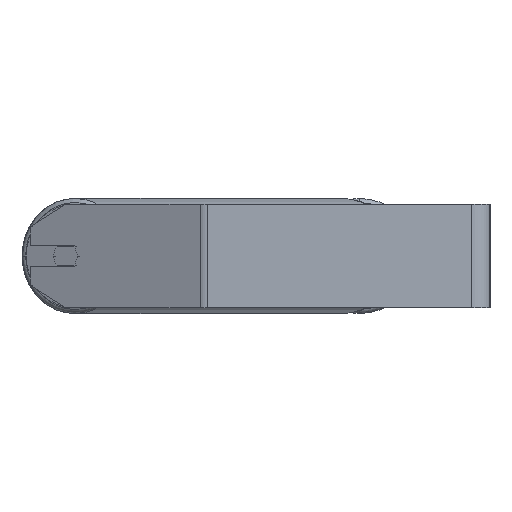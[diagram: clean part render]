
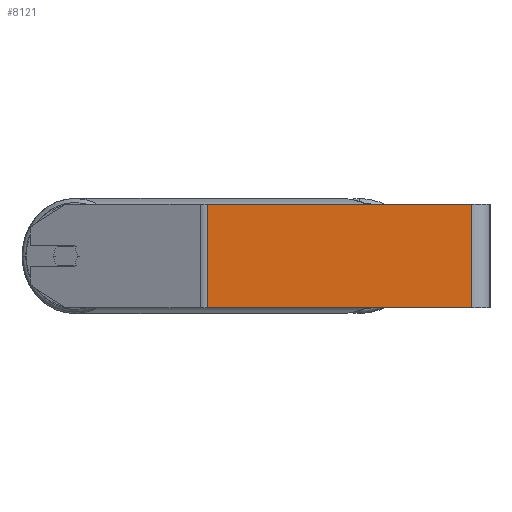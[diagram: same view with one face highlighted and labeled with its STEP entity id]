
A CAD part, left-side view. The second image highlights one B-rep face of the part: STEP entity #8121.
In plain terms, the highlighted planar face has unit normal (-1, 0, 0).
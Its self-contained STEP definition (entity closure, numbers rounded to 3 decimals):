
#100 = CARTESIAN_POINT ( 'NONE',  ( -800., 218.084, 40. ) ) ;
#375 = DIRECTION ( 'NONE',  ( 0., 0., -1. ) ) ;
#481 = ORIENTED_EDGE ( 'NONE', *, *, #3149, .F. ) ;
#753 = CARTESIAN_POINT ( 'NONE',  ( -800., 221.188, -40. ) ) ;
#1423 = LINE ( 'NONE', #753, #4781 ) ;
#1558 = LINE ( 'NONE', #6427, #8243 ) ;
#1618 = ORIENTED_EDGE ( 'NONE', *, *, #1688, .T. ) ;
#1657 = VERTEX_POINT ( 'NONE', #100 ) ;
#1688 = EDGE_CURVE ( 'NONE', #6538, #7129, #1423, .T. ) ;
#1825 = LINE ( 'NONE', #3125, #3240 ) ;
#1989 = DIRECTION ( 'NONE',  ( 0., -1., 0. ) ) ;
#2527 = CARTESIAN_POINT ( 'NONE',  ( -800., 14., 40. ) ) ;
#2696 = LINE ( 'NONE', #6807, #6292 ) ;
#2758 = ORIENTED_EDGE ( 'NONE', *, *, #6524, .T. ) ;
#3125 = CARTESIAN_POINT ( 'NONE',  ( -800., 14., 40. ) ) ;
#3149 = EDGE_CURVE ( 'NONE', #3501, #7129, #1825, .T. ) ;
#3187 = AXIS2_PLACEMENT_3D ( 'NONE', #3722, #7086, #6416 ) ;
#3240 = VECTOR ( 'NONE', #375, 1000. ) ;
#3501 = VERTEX_POINT ( 'NONE', #2527 ) ;
#3599 = CARTESIAN_POINT ( 'NONE',  ( -800., 218.084, -40. ) ) ;
#3722 = CARTESIAN_POINT ( 'NONE',  ( -800., 221.188, 40. ) ) ;
#4067 = CARTESIAN_POINT ( 'NONE',  ( -800., 14., -40. ) ) ;
#4781 = VECTOR ( 'NONE', #1989, 1000. ) ;
#5055 = PLANE ( 'NONE',  #3187 ) ;
#5630 = FACE_OUTER_BOUND ( 'NONE', #6529, .T. ) ;
#6292 = VECTOR ( 'NONE', #8760, 1000. ) ;
#6340 = DIRECTION ( 'NONE',  ( 0., 0., -1. ) ) ;
#6416 = DIRECTION ( 'NONE',  ( 0., 0., -1. ) ) ;
#6427 = CARTESIAN_POINT ( 'NONE',  ( -800., 218.084, 40. ) ) ;
#6524 = EDGE_CURVE ( 'NONE', #1657, #6538, #1558, .T. ) ;
#6529 = EDGE_LOOP ( 'NONE', ( #1618, #481, #7928, #2758 ) ) ;
#6538 = VERTEX_POINT ( 'NONE', #3599 ) ;
#6807 = CARTESIAN_POINT ( 'NONE',  ( -800., 221.188, 40. ) ) ;
#7086 = DIRECTION ( 'NONE',  ( 1., 0., 0. ) ) ;
#7129 = VERTEX_POINT ( 'NONE', #4067 ) ;
#7928 = ORIENTED_EDGE ( 'NONE', *, *, #8290, .F. ) ;
#8121 = ADVANCED_FACE ( 'NONE', ( #5630 ), #5055, .F. ) ;
#8243 = VECTOR ( 'NONE', #6340, 1000. ) ;
#8290 = EDGE_CURVE ( 'NONE', #1657, #3501, #2696, .T. ) ;
#8760 = DIRECTION ( 'NONE',  ( 0., -1., 0. ) ) ;
